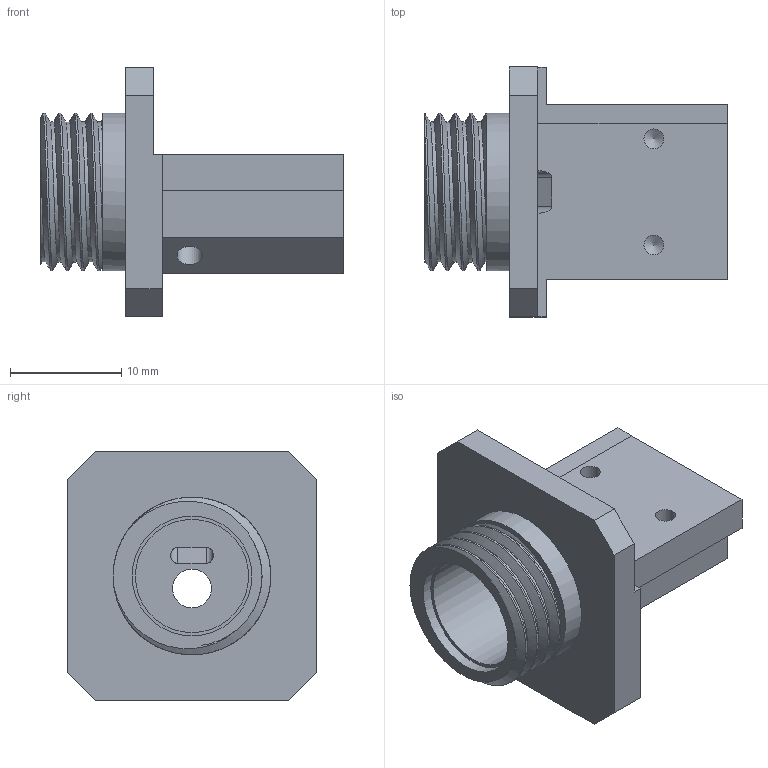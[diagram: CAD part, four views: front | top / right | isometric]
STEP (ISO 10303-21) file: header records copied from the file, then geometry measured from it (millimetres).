
FILE_DESCRIPTION(/* description */ (''),/* implementation_level */ '2;1');
FILE_NAME(/* name */ '2004949D-exact-HOUSING.step',/* time_stamp */ '2019-04-03T18:24:31-05:00',/* author */ (''),/* organization */ (''),/* preprocessor_version */ 'ST-DEVELOPER v17.2',/* originating_system */ 'Autodesk Translation Framework v7.6.0.251',/* authorisation */ '');
FILE_SCHEMA (('AUTOMOTIVE_DESIGN { 1 0 10303 214 3 1 1 }'));
Length unit declared in the file: inch
Products named in the file (1): 2004949D-exact-HOUSING
Bounding box: 27.18 x 22.4 x 22.4 mm (x, y, z)
Volume: 3345.9 mm3; surface area: 3221.1 mm2
Topology: 1 solids, 1 shells, 58 faces, 153 edges, 102 vertices
Faces by surface type: plane 31, cylinder 23, cone 2, bspline 2
Full cylindrical faces by diameter (mm): 1.783 x2, 2.271 x2, 3.486 x1, 4.762 x1, 5.3 x1, 7.549 x1, 10.16 x1, 10.744 x1, 12.573 x3, 14.143 x4
Entity records: 2993 total; most frequent: CARTESIAN_POINT 1529, ORIENTED_EDGE 302, DIRECTION 270, EDGE_CURVE 151, VERTEX_POINT 102, LINE 90, VECTOR 90, AXIS2_PLACEMENT_3D 90
